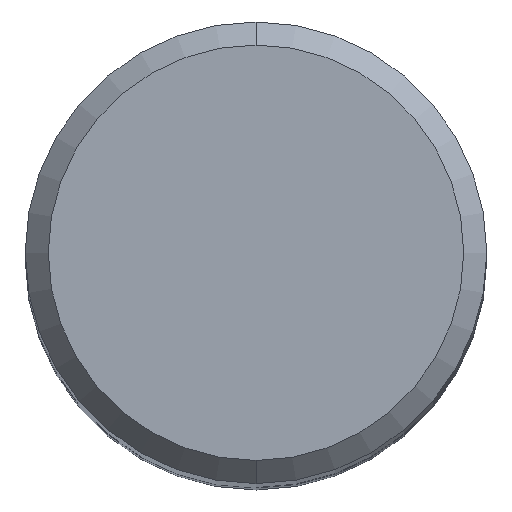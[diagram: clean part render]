
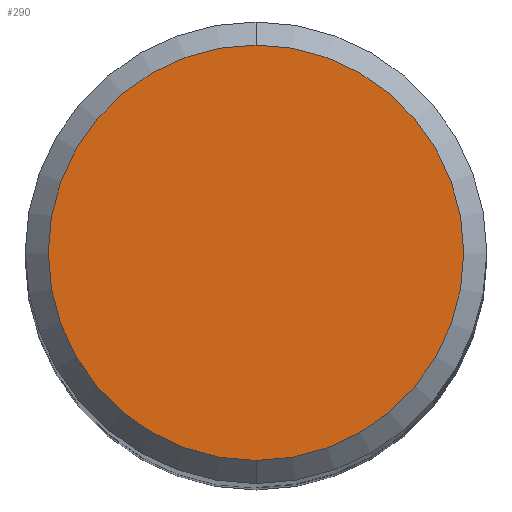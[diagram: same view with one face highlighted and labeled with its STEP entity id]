
A CAD part, top view. The second image highlights one B-rep face of the part: STEP entity #290.
In plain terms, the highlighted planar face has unit normal (0, 0, 1).
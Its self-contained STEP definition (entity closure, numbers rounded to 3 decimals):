
#256=VERTEX_POINT('',#537);
#290=ADVANCED_FACE('',(#575),#576,.T.);
#302=EDGE_CURVE('',#338,#256,#588,.T.);
#338=VERTEX_POINT('',#633);
#360=EDGE_CURVE('',#256,#338,#656,.T.);
#537=CARTESIAN_POINT('',(0.,-4.5,0.0));
#575=FACE_OUTER_BOUND('',#1062,.T.);
#576=PLANE('',#1063);
#588=CIRCLE('',#1080,4.5);
#633=CARTESIAN_POINT('',(0.0,4.5,0.0));
#656=CIRCLE('',#1262,4.5);
#1062=EDGE_LOOP('',(#1466,#1467));
#1063=AXIS2_PLACEMENT_3D('',#1468,#1469,#1470);
#1080=AXIS2_PLACEMENT_3D('',#1478,#1479,#1480);
#1262=AXIS2_PLACEMENT_3D('',#1573,#1574,#1575);
#1466=ORIENTED_EDGE('',*,*,#302,.F.);
#1467=ORIENTED_EDGE('',*,*,#360,.F.);
#1468=CARTESIAN_POINT('',(0.0,2.25,0.0));
#1469=DIRECTION('',(-0.0,0.0,1.0));
#1470=DIRECTION('',(0.0,-1.0,0.0));
#1478=CARTESIAN_POINT('',(0.0,0.0,0.0));
#1479=DIRECTION('',(0.0,0.0,-1.0));
#1480=DIRECTION('',(0.0,1.0,0.0));
#1573=CARTESIAN_POINT('',(0.0,0.0,0.0));
#1574=DIRECTION('',(0.0,0.0,-1.0));
#1575=DIRECTION('',(0.0,1.0,0.0));
